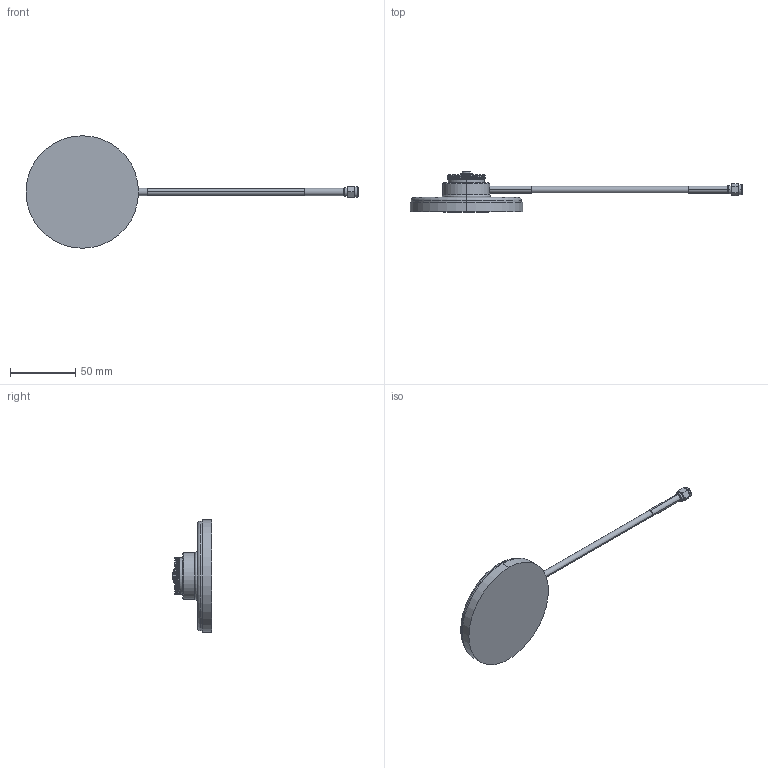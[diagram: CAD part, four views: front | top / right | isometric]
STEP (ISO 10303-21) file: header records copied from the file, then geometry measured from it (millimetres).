
FILE_DESCRIPTION (( 'STEP AP214' ), '1' );
FILE_NAME ('CAB.W05.STEP', '2019-07-23T06:42:14', ( '' ), ( '' ), 'SwSTEP 2.0', 'SolidWorks 2017', '' );
FILE_SCHEMA (( 'AUTOMOTIVE_DESIGN' ));
Length unit declared in the file: millimetre
Products named in the file (1): CAB.W05
Bounding box: 253.7 x 30.5 x 86 mm (x, y, z)
Surface area: 21298.2 mm2 (no closed solid volume)
Topology: 0 solids, 7 shells, 87 faces, 230 edges, 155 vertices
Faces by surface type: cylinder 47, plane 20, cone 8, torus 8, bspline 4
Entity records: 5569 total; most frequent: CARTESIAN_POINT 2620, ORIENTED_EDGE 400, DIRECTION 399, EDGE_CURVE 230, AXIS2_PLACEMENT_3D 167, VERTEX_POINT 155, EDGE_LOOP 99, UNCERTAINTY_MEASURE_WITH_UNIT 89
